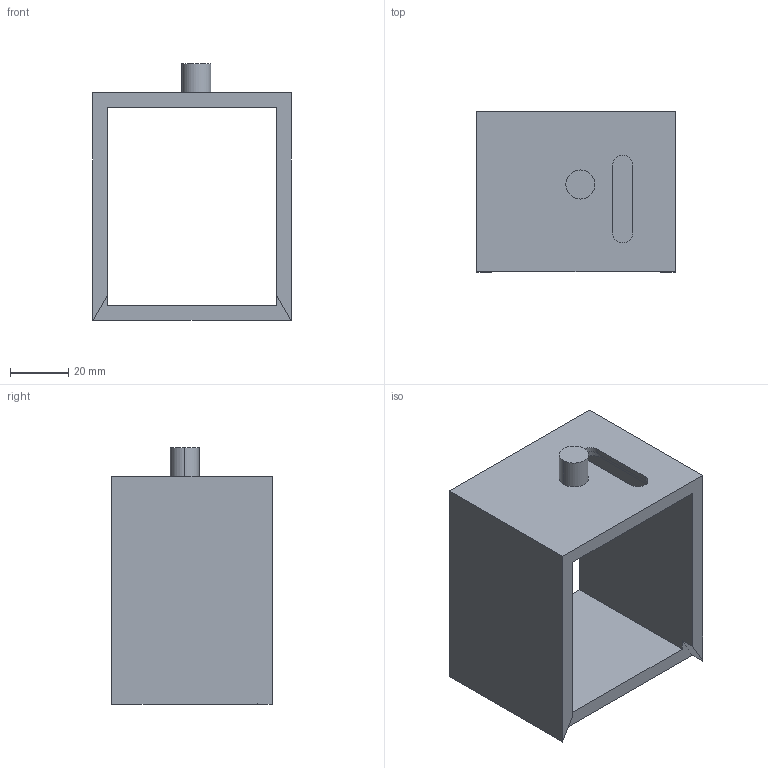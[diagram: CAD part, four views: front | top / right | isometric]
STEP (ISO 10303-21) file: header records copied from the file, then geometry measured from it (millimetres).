
FILE_DESCRIPTION (( 'STEP AP214' ), '1' );
FILE_NAME ('04_00_00-extruder_drawer.STEP', '2017-07-24T22:17:37', ( '' ), ( '' ), 'SwSTEP 2.0', 'SolidWorks 2016', '' );
FILE_SCHEMA (( 'AUTOMOTIVE_DESIGN' ));
Length unit declared in the file: millimetre
Products named in the file (1): 04_00_00-extruder_drawer
Bounding box: 68 x 55 x 88 mm (x, y, z)
Volume: 72364.2 mm3; surface area: 32375.2 mm2
Topology: 1 solids, 1 shells, 25 faces, 64 edges, 42 vertices
Faces by surface type: plane 19, cylinder 6
Entity records: 796 total; most frequent: CARTESIAN_POINT 132, ORIENTED_EDGE 128, DIRECTION 128, EDGE_CURVE 64, LINE 52, VECTOR 52, VERTEX_POINT 42, AXIS2_PLACEMENT_3D 38
